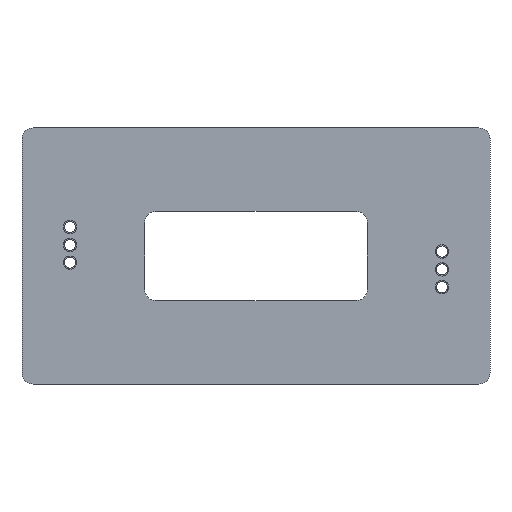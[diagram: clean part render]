
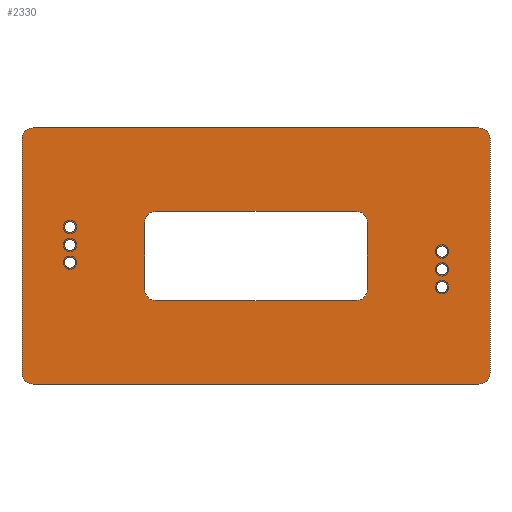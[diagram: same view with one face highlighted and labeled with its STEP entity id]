
A CAD part, front view. The second image highlights one B-rep face of the part: STEP entity #2330.
In plain terms, the highlighted planar face has unit normal (0, -1, 0).
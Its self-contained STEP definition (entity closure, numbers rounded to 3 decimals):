
#1=DIRECTION('',(1.,0.,0.));
#2=VECTOR('',#1,90.);
#3=CARTESIAN_POINT('',(-45.,0.,20.));
#4=LINE('',#3,#2);
#5=DIRECTION('',(0.,0.,1.));
#6=VECTOR('',#5,30.);
#7=CARTESIAN_POINT('',(-50.,0.,-15.));
#8=LINE('',#7,#6);
#9=DIRECTION('',(-1.,0.,0.));
#10=VECTOR('',#9,90.);
#11=CARTESIAN_POINT('',(45.,0.,-20.));
#12=LINE('',#11,#10);
#13=DIRECTION('',(0.,0.,-1.));
#14=VECTOR('',#13,30.);
#15=CARTESIAN_POINT('',(50.,0.,15.));
#16=LINE('',#15,#14);
#17=CARTESIAN_POINT('',(83.5,0.,-6.));
#18=DIRECTION('',(0.,1.,0.));
#19=DIRECTION('',(1.,0.,0.));
#20=AXIS2_PLACEMENT_3D('',#17,#18,#19);
#22=CARTESIAN_POINT('',(83.5,0.,-6.));
#23=DIRECTION('',(0.,1.,0.));
#24=DIRECTION('',(-1.,0.,0.));
#25=AXIS2_PLACEMENT_3D('',#22,#23,#24);
#27=CARTESIAN_POINT('',(83.5,0.,-14.));
#28=DIRECTION('',(0.,1.,0.));
#29=DIRECTION('',(1.,0.,0.));
#30=AXIS2_PLACEMENT_3D('',#27,#28,#29);
#32=CARTESIAN_POINT('',(83.5,0.,-14.));
#33=DIRECTION('',(0.,1.,0.));
#34=DIRECTION('',(-1.,0.,0.));
#35=AXIS2_PLACEMENT_3D('',#32,#33,#34);
#37=CARTESIAN_POINT('',(83.5,0.,2.));
#38=DIRECTION('',(0.,1.,0.));
#39=DIRECTION('',(1.,0.,0.));
#40=AXIS2_PLACEMENT_3D('',#37,#38,#39);
#42=CARTESIAN_POINT('',(83.5,0.,2.));
#43=DIRECTION('',(0.,1.,0.));
#44=DIRECTION('',(-1.,0.,0.));
#45=AXIS2_PLACEMENT_3D('',#42,#43,#44);
#47=CARTESIAN_POINT('',(-83.5,0.,5.));
#48=DIRECTION('',(0.,1.,0.));
#49=DIRECTION('',(1.,0.,0.));
#50=AXIS2_PLACEMENT_3D('',#47,#48,#49);
#52=CARTESIAN_POINT('',(-83.5,0.,5.));
#53=DIRECTION('',(0.,1.,0.));
#54=DIRECTION('',(-1.,0.,0.));
#55=AXIS2_PLACEMENT_3D('',#52,#53,#54);
#57=CARTESIAN_POINT('',(-83.5,0.,-3.));
#58=DIRECTION('',(0.,1.,0.));
#59=DIRECTION('',(1.,0.,0.));
#60=AXIS2_PLACEMENT_3D('',#57,#58,#59);
#62=CARTESIAN_POINT('',(-83.5,0.,-3.));
#63=DIRECTION('',(0.,1.,0.));
#64=DIRECTION('',(-1.,0.,0.));
#65=AXIS2_PLACEMENT_3D('',#62,#63,#64);
#67=CARTESIAN_POINT('',(-83.5,0.,13.));
#68=DIRECTION('',(0.,1.,0.));
#69=DIRECTION('',(1.,0.,0.));
#70=AXIS2_PLACEMENT_3D('',#67,#68,#69);
#72=CARTESIAN_POINT('',(-83.5,0.,13.));
#73=DIRECTION('',(0.,1.,0.));
#74=DIRECTION('',(-1.,0.,0.));
#75=AXIS2_PLACEMENT_3D('',#72,#73,#74);
#77=CARTESIAN_POINT('',(-100.,0.,52.5));
#78=DIRECTION('',(0.,-1.,0.));
#79=DIRECTION('',(0.,0.,1.));
#80=AXIS2_PLACEMENT_3D('',#77,#78,#79);
#82=DIRECTION('',(1.,0.,0.));
#83=VECTOR('',#82,200.);
#84=CARTESIAN_POINT('',(-100.,0.,57.5));
#85=LINE('',#84,#83);
#86=CARTESIAN_POINT('',(100.,0.,52.5));
#87=DIRECTION('',(0.,-1.,0.));
#88=DIRECTION('',(1.,0.,0.));
#89=AXIS2_PLACEMENT_3D('',#86,#87,#88);
#91=DIRECTION('',(0.,0.,-1.));
#92=VECTOR('',#91,105.);
#93=CARTESIAN_POINT('',(105.,0.,52.5));
#94=LINE('',#93,#92);
#95=CARTESIAN_POINT('',(100.,0.,-52.5));
#96=DIRECTION('',(0.,-1.,0.));
#97=DIRECTION('',(0.,0.,-1.));
#98=AXIS2_PLACEMENT_3D('',#95,#96,#97);
#100=DIRECTION('',(-1.,0.,0.));
#101=VECTOR('',#100,200.);
#102=CARTESIAN_POINT('',(100.,0.,-57.5));
#103=LINE('',#102,#101);
#104=CARTESIAN_POINT('',(-100.,0.,-52.5));
#105=DIRECTION('',(0.,-1.,0.));
#106=DIRECTION('',(-1.,0.,0.));
#107=AXIS2_PLACEMENT_3D('',#104,#105,#106);
#109=DIRECTION('',(0.,0.,1.));
#110=VECTOR('',#109,105.);
#111=CARTESIAN_POINT('',(-105.,0.,-52.5));
#112=LINE('',#111,#110);
#384=CARTESIAN_POINT('',(45.,0.,-15.));
#385=DIRECTION('',(0.,1.,0.));
#386=DIRECTION('',(1.,0.,0.));
#387=AXIS2_PLACEMENT_3D('',#384,#385,#386);
#402=CARTESIAN_POINT('',(45.,0.,15.));
#403=DIRECTION('',(0.,1.,0.));
#404=DIRECTION('',(0.,0.,1.));
#405=AXIS2_PLACEMENT_3D('',#402,#403,#404);
#412=CARTESIAN_POINT('',(-45.,0.,-15.));
#413=DIRECTION('',(0.,1.,0.));
#414=DIRECTION('',(0.,0.,-1.));
#415=AXIS2_PLACEMENT_3D('',#412,#413,#414);
#430=CARTESIAN_POINT('',(-45.,0.,15.));
#431=DIRECTION('',(0.,1.,0.));
#432=DIRECTION('',(-1.,0.,0.));
#433=AXIS2_PLACEMENT_3D('',#430,#431,#432);
#1746=CARTESIAN_POINT('',(-50.,0.,-15.));
#1748=VERTEX_POINT('',#1746);
#1750=CARTESIAN_POINT('',(-45.,0.,-20.));
#1752=VERTEX_POINT('',#1750);
#1754=CARTESIAN_POINT('',(-45.,0.,20.));
#1756=VERTEX_POINT('',#1754);
#1758=CARTESIAN_POINT('',(-50.,0.,15.));
#1760=VERTEX_POINT('',#1758);
#1762=CARTESIAN_POINT('',(45.,0.,-20.));
#1764=VERTEX_POINT('',#1762);
#1766=CARTESIAN_POINT('',(50.,0.,-15.));
#1768=VERTEX_POINT('',#1766);
#1770=CARTESIAN_POINT('',(50.,0.,15.));
#1772=VERTEX_POINT('',#1770);
#1774=CARTESIAN_POINT('',(45.,0.,20.));
#1776=VERTEX_POINT('',#1774);
#1813=CARTESIAN_POINT('',(86.,0.,-6.));
#1814=VERTEX_POINT('',#1813);
#1815=CARTESIAN_POINT('',(81.,0.,-6.));
#1816=VERTEX_POINT('',#1815);
#1821=CARTESIAN_POINT('',(-81.,0.,5.));
#1822=VERTEX_POINT('',#1821);
#1823=CARTESIAN_POINT('',(-86.,0.,5.));
#1824=VERTEX_POINT('',#1823);
#1885=CARTESIAN_POINT('',(86.,0.,-14.));
#1886=CARTESIAN_POINT('',(81.,0.,-14.));
#1887=VERTEX_POINT('',#1885);
#1888=VERTEX_POINT('',#1886);
#1893=CARTESIAN_POINT('',(86.,0.,2.));
#1894=CARTESIAN_POINT('',(81.,0.,2.));
#1895=VERTEX_POINT('',#1893);
#1896=VERTEX_POINT('',#1894);
#1901=CARTESIAN_POINT('',(-81.,0.,-3.));
#1902=CARTESIAN_POINT('',(-86.,0.,-3.));
#1903=VERTEX_POINT('',#1901);
#1904=VERTEX_POINT('',#1902);
#1909=CARTESIAN_POINT('',(-81.,0.,13.));
#1910=CARTESIAN_POINT('',(-86.,0.,13.));
#1911=VERTEX_POINT('',#1909);
#1912=VERTEX_POINT('',#1910);
#2221=CARTESIAN_POINT('',(-100.,0.,57.5));
#2222=CARTESIAN_POINT('',(-105.,0.,52.5));
#2223=VERTEX_POINT('',#2221);
#2224=VERTEX_POINT('',#2222);
#2229=CARTESIAN_POINT('',(105.,0.,52.5));
#2230=CARTESIAN_POINT('',(100.,0.,57.5));
#2231=VERTEX_POINT('',#2229);
#2232=VERTEX_POINT('',#2230);
#2237=CARTESIAN_POINT('',(100.,0.,-57.5));
#2238=CARTESIAN_POINT('',(105.,0.,-52.5));
#2239=VERTEX_POINT('',#2237);
#2240=VERTEX_POINT('',#2238);
#2245=CARTESIAN_POINT('',(-105.,0.,-52.5));
#2246=CARTESIAN_POINT('',(-100.,0.,-57.5));
#2247=VERTEX_POINT('',#2245);
#2248=VERTEX_POINT('',#2246);
#2253=CARTESIAN_POINT('',(0.,0.,0.));
#2254=DIRECTION('',(0.,1.,0.));
#2255=DIRECTION('',(1.,0.,0.));
#2256=AXIS2_PLACEMENT_3D('',#2253,#2254,#2255);
#2257=PLANE('',#2256);
#2259=ORIENTED_EDGE('',*,*,#2258,.F.);
#2261=ORIENTED_EDGE('',*,*,#2260,.T.);
#2263=ORIENTED_EDGE('',*,*,#2262,.F.);
#2265=ORIENTED_EDGE('',*,*,#2264,.T.);
#2267=ORIENTED_EDGE('',*,*,#2266,.F.);
#2269=ORIENTED_EDGE('',*,*,#2268,.T.);
#2271=ORIENTED_EDGE('',*,*,#2270,.F.);
#2273=ORIENTED_EDGE('',*,*,#2272,.T.);
#2274=EDGE_LOOP('',(#2259,#2261,#2263,#2265,#2267,#2269,#2271,#2273));
#2275=FACE_OUTER_BOUND('',#2274,.F.);
#2277=ORIENTED_EDGE('',*,*,#2276,.F.);
#2279=ORIENTED_EDGE('',*,*,#2278,.F.);
#2280=EDGE_LOOP('',(#2277,#2279));
#2281=FACE_BOUND('',#2280,.F.);
#2283=ORIENTED_EDGE('',*,*,#2282,.F.);
#2285=ORIENTED_EDGE('',*,*,#2284,.F.);
#2286=EDGE_LOOP('',(#2283,#2285));
#2287=FACE_BOUND('',#2286,.F.);
#2289=ORIENTED_EDGE('',*,*,#2288,.F.);
#2291=ORIENTED_EDGE('',*,*,#2290,.F.);
#2292=EDGE_LOOP('',(#2289,#2291));
#2293=FACE_BOUND('',#2292,.F.);
#2295=ORIENTED_EDGE('',*,*,#2294,.F.);
#2297=ORIENTED_EDGE('',*,*,#2296,.F.);
#2298=EDGE_LOOP('',(#2295,#2297));
#2299=FACE_BOUND('',#2298,.F.);
#2301=ORIENTED_EDGE('',*,*,#2300,.F.);
#2303=ORIENTED_EDGE('',*,*,#2302,.F.);
#2304=EDGE_LOOP('',(#2301,#2303));
#2305=FACE_BOUND('',#2304,.F.);
#2307=ORIENTED_EDGE('',*,*,#2306,.F.);
#2309=ORIENTED_EDGE('',*,*,#2308,.F.);
#2310=EDGE_LOOP('',(#2307,#2309));
#2311=FACE_BOUND('',#2310,.F.);
#2313=ORIENTED_EDGE('',*,*,#2312,.F.);
#2315=ORIENTED_EDGE('',*,*,#2314,.F.);
#2317=ORIENTED_EDGE('',*,*,#2316,.F.);
#2319=ORIENTED_EDGE('',*,*,#2318,.F.);
#2321=ORIENTED_EDGE('',*,*,#2320,.F.);
#2323=ORIENTED_EDGE('',*,*,#2322,.F.);
#2325=ORIENTED_EDGE('',*,*,#2324,.F.);
#2327=ORIENTED_EDGE('',*,*,#2326,.F.);
#2328=EDGE_LOOP('',(#2313,#2315,#2317,#2319,#2321,#2323,#2325,#2327));
#2329=FACE_BOUND('',#2328,.F.);
#2330=ADVANCED_FACE('',(#2275,#2281,#2287,#2293,#2299,#2305,#2311,#2329),#2257,
.F.);
#21=CIRCLE('',#20,2.5);
#26=CIRCLE('',#25,2.5);
#31=CIRCLE('',#30,2.5);
#36=CIRCLE('',#35,2.5);
#41=CIRCLE('',#40,2.5);
#46=CIRCLE('',#45,2.5);
#51=CIRCLE('',#50,2.5);
#56=CIRCLE('',#55,2.5);
#61=CIRCLE('',#60,2.5);
#66=CIRCLE('',#65,2.5);
#71=CIRCLE('',#70,2.5);
#76=CIRCLE('',#75,2.5);
#81=CIRCLE('',#80,5.);
#90=CIRCLE('',#89,5.);
#99=CIRCLE('',#98,5.);
#108=CIRCLE('',#107,5.);
#388=CIRCLE('',#387,5.);
#406=CIRCLE('',#405,5.);
#416=CIRCLE('',#415,5.);
#434=CIRCLE('',#433,5.);
#2258=EDGE_CURVE('',#2223,#2224,#81,.T.);
#2260=EDGE_CURVE('',#2223,#2232,#85,.T.);
#2262=EDGE_CURVE('',#2231,#2232,#90,.T.);
#2264=EDGE_CURVE('',#2231,#2240,#94,.T.);
#2266=EDGE_CURVE('',#2239,#2240,#99,.T.);
#2268=EDGE_CURVE('',#2239,#2248,#103,.T.);
#2270=EDGE_CURVE('',#2247,#2248,#108,.T.);
#2272=EDGE_CURVE('',#2247,#2224,#112,.T.);
#2276=EDGE_CURVE('',#1814,#1816,#21,.T.);
#2278=EDGE_CURVE('',#1816,#1814,#26,.T.);
#2282=EDGE_CURVE('',#1887,#1888,#31,.T.);
#2284=EDGE_CURVE('',#1888,#1887,#36,.T.);
#2288=EDGE_CURVE('',#1895,#1896,#41,.T.);
#2290=EDGE_CURVE('',#1896,#1895,#46,.T.);
#2294=EDGE_CURVE('',#1822,#1824,#51,.T.);
#2296=EDGE_CURVE('',#1824,#1822,#56,.T.);
#2300=EDGE_CURVE('',#1903,#1904,#61,.T.);
#2302=EDGE_CURVE('',#1904,#1903,#66,.T.);
#2306=EDGE_CURVE('',#1911,#1912,#71,.T.);
#2308=EDGE_CURVE('',#1912,#1911,#76,.T.);
#2312=EDGE_CURVE('',#1756,#1776,#4,.T.);
#2314=EDGE_CURVE('',#1760,#1756,#434,.T.);
#2316=EDGE_CURVE('',#1748,#1760,#8,.T.);
#2318=EDGE_CURVE('',#1752,#1748,#416,.T.);
#2320=EDGE_CURVE('',#1764,#1752,#12,.T.);
#2322=EDGE_CURVE('',#1768,#1764,#388,.T.);
#2324=EDGE_CURVE('',#1772,#1768,#16,.T.);
#2326=EDGE_CURVE('',#1776,#1772,#406,.T.);
